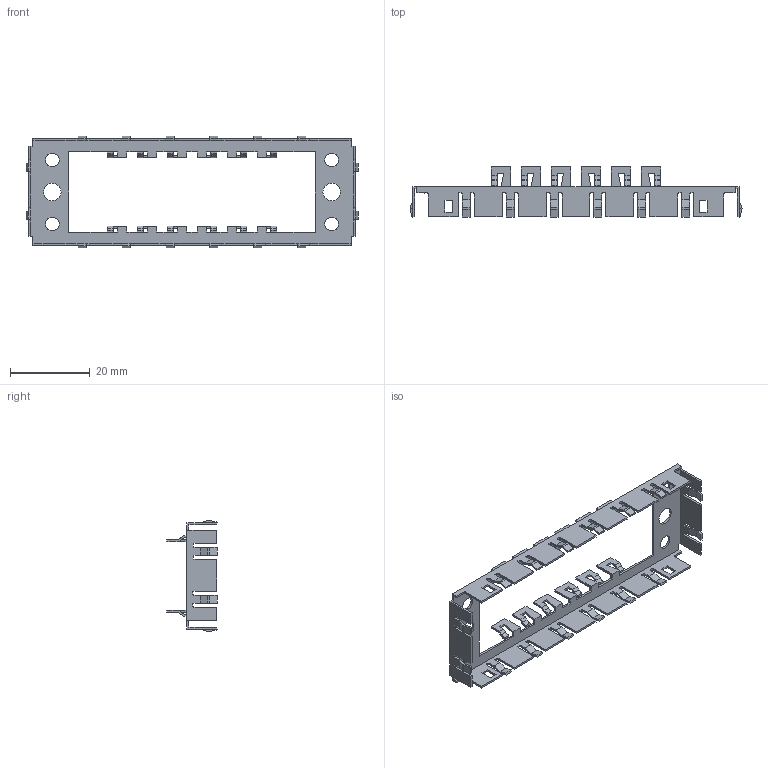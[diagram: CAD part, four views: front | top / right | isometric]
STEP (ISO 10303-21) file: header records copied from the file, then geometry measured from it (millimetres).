
FILE_DESCRIPTION(('Creo Elements/Direct Modeling STEP Export'),'2;1');
FILE_NAME('model.stp','2020-03-31T15:10:57',(''),(''),'Creo Elements/Direct Modeling STEP processor for AP214 (Solid Model)','Creo Elements/Direct Modeling 20.1A 29-Sep-2018 (C) Parametric Technology GmbH','');
FILE_SCHEMA(('AUTOMOTIVE_DESIGN { 1 0 10303 214 1 1 1 1 }'));
Length unit declared in the file: millimetre
Products named in the file (2): VC-AR3-EMV; VC-AR3-EMV.
Assembly tree (1 placements, depth 2):
  VC-AR3-EMV.
    VC-AR3-EMV
Bounding box: 83.2 x 12.6 x 27.9 mm (x, y, z)
Volume: 1149.4 mm3; surface area: 5218 mm2
Topology: 1 solids, 1 shells, 549 faces, 1641 edges, 1094 vertices
Faces by surface type: plane 416, cylinder 133
Entity records: 22350 total; most frequent: ORIENTED_EDGE 3282, CARTESIAN_POINT 3188, DIRECTION 2847, EDGE_CURVE 1641, VECTOR 1341, LINE 1341, VERTEX_POINT 1094, AXIS2_PLACEMENT_3D 753
